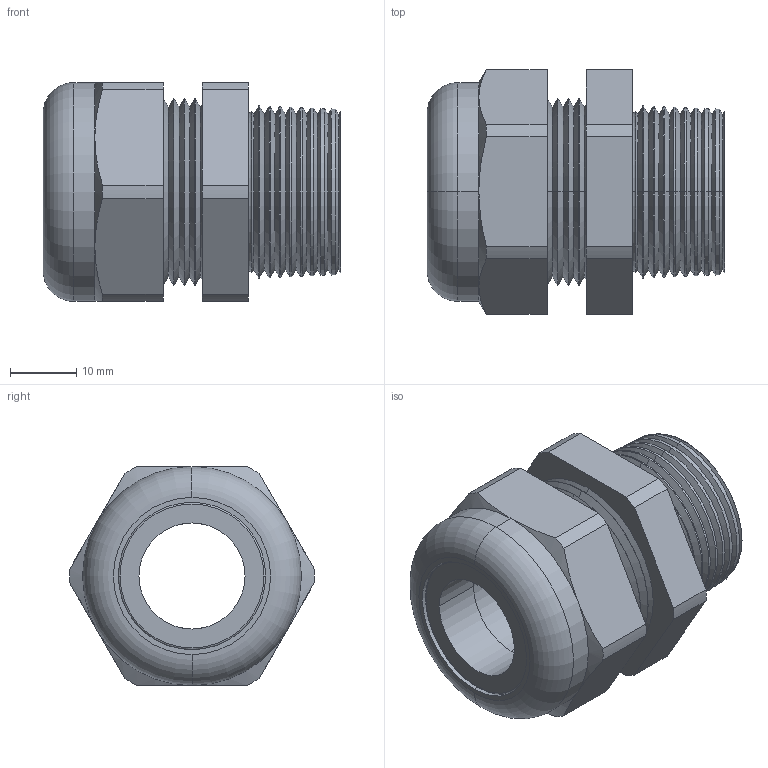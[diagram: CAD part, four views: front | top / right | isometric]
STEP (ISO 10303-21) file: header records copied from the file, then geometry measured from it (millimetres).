
FILE_DESCRIPTION (( 'STEP AP203' ), '1' );
FILE_NAME ('CD21NR-GY.STEP', '2008-06-17T08:39:10', ( 'BSI05' ), ( 'BAYSTATE' ), 'SwSTEP 2.0', 'SolidWorks 2007', '' );
FILE_SCHEMA (( 'CONFIG_CONTROL_DESIGN' ));
Length unit declared in the file: inch
Products named in the file (1): CD21NR-GY
Bounding box: 44.96 x 36.98 x 33.02 mm (x, y, z)
Volume: 22595.7 mm3; surface area: 11381 mm2
Topology: 2 solids, 2 shells, 136 faces, 292 edges, 164 vertices
Faces by surface type: cone 78, cylinder 30, plane 20, torus 8
Entity records: 3765 total; most frequent: DIRECTION 702, CARTESIAN_POINT 669, ORIENTED_EDGE 584, EDGE_CURVE 292, AXIS2_PLACEMENT_3D 285, VERTEX_POINT 164, CIRCLE 148, EDGE_LOOP 144
